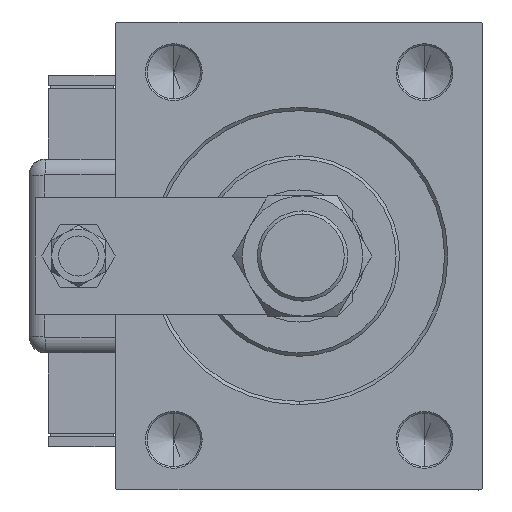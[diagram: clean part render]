
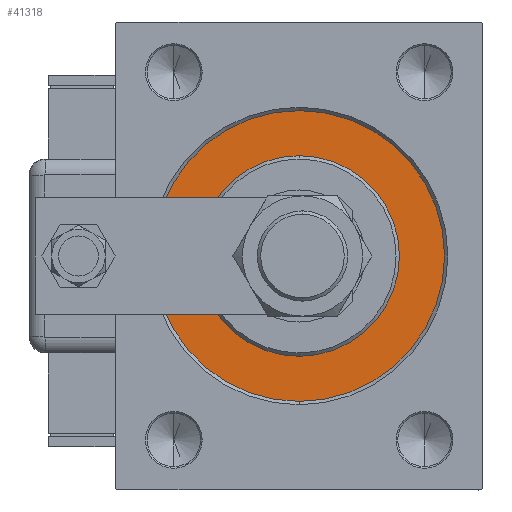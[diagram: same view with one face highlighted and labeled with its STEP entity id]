
A CAD part, left-side view. The second image highlights one B-rep face of the part: STEP entity #41318.
In plain terms, the highlighted face is planar.
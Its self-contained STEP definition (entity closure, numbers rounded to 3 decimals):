
#2230 = CIRCLE ( 'NONE', #44581, 30. ) ;
#2855 = DIRECTION ( 'NONE',  ( -1., 0., 0. ) ) ;
#3158 = PLANE ( 'NONE',  #18218 ) ;
#3447 = DIRECTION ( 'NONE',  ( 1., 0., 0. ) ) ;
#6131 = CARTESIAN_POINT ( 'NONE',  ( 0., 0., 30. ) ) ;
#6560 = CARTESIAN_POINT ( 'NONE',  ( 0., 0., 0. ) ) ;
#6885 = EDGE_CURVE ( 'NONE', #31100, #42735, #45260, .T. ) ;
#7898 = FACE_OUTER_BOUND ( 'NONE', #31512, .T. ) ;
#14742 = DIRECTION ( 'NONE',  ( -1., 0., 0. ) ) ;
#18218 = AXIS2_PLACEMENT_3D ( 'NONE', #46105, #2855, #52082 ) ;
#22347 = ORIENTED_EDGE ( 'NONE', *, *, #24601, .F. ) ;
#24601 = EDGE_CURVE ( 'NONE', #42735, #31100, #58939, .T. ) ;
#26213 = DIRECTION ( 'NONE',  ( 0., 0., -1. ) ) ;
#26853 = FACE_BOUND ( 'NONE', #28902, .T. ) ;
#28595 = CARTESIAN_POINT ( 'NONE',  ( 0., 0., 0. ) ) ;
#28902 = EDGE_LOOP ( 'NONE', ( #35517, #44794 ) ) ;
#30915 = ORIENTED_EDGE ( 'NONE', *, *, #6885, .F. ) ;
#31041 = DIRECTION ( 'NONE',  ( 1., 0., 0. ) ) ;
#31100 = VERTEX_POINT ( 'NONE', #46458 ) ;
#31512 = EDGE_LOOP ( 'NONE', ( #30915, #22347 ) ) ;
#34921 = VERTEX_POINT ( 'NONE', #6131 ) ;
#35517 = ORIENTED_EDGE ( 'NONE', *, *, #44495, .F. ) ;
#41318 = ADVANCED_FACE ( 'NONE', ( #26853, #7898 ), #3158, .F. ) ;
#41992 = VERTEX_POINT ( 'NONE', #44079 ) ;
#42735 = VERTEX_POINT ( 'NONE', #47760 ) ;
#44079 = CARTESIAN_POINT ( 'NONE',  ( 0., 0., -30. ) ) ;
#44495 = EDGE_CURVE ( 'NONE', #34921, #41992, #2230, .T. ) ;
#44581 = AXIS2_PLACEMENT_3D ( 'NONE', #50004, #31041, #45879 ) ;
#44794 = ORIENTED_EDGE ( 'NONE', *, *, #60826, .F. ) ;
#45061 = DIRECTION ( 'NONE',  ( 0., 0., 1. ) ) ;
#45260 = CIRCLE ( 'NONE', #53332, 43.5 ) ;
#45468 = CARTESIAN_POINT ( 'NONE',  ( 0., 0., 0. ) ) ;
#45879 = DIRECTION ( 'NONE',  ( 0., 0., -1. ) ) ;
#46105 = CARTESIAN_POINT ( 'NONE',  ( 0., 0., 0. ) ) ;
#46458 = CARTESIAN_POINT ( 'NONE',  ( 0., 0., -43.5 ) ) ;
#47760 = CARTESIAN_POINT ( 'NONE',  ( 0., 0., 43.5 ) ) ;
#48179 = DIRECTION ( 'NONE',  ( 0., 0., 1. ) ) ;
#50004 = CARTESIAN_POINT ( 'NONE',  ( 0., 0., 0. ) ) ;
#50883 = AXIS2_PLACEMENT_3D ( 'NONE', #28595, #14742, #48179 ) ;
#52082 = DIRECTION ( 'NONE',  ( 0., 0., 1. ) ) ;
#53332 = AXIS2_PLACEMENT_3D ( 'NONE', #6560, #58963, #45061 ) ;
#54873 = AXIS2_PLACEMENT_3D ( 'NONE', #45468, #3447, #26213 ) ;
#58904 = CIRCLE ( 'NONE', #54873, 30. ) ;
#58939 = CIRCLE ( 'NONE', #50883, 43.5 ) ;
#58963 = DIRECTION ( 'NONE',  ( -1., 0., 0. ) ) ;
#60826 = EDGE_CURVE ( 'NONE', #41992, #34921, #58904, .T. ) ;
